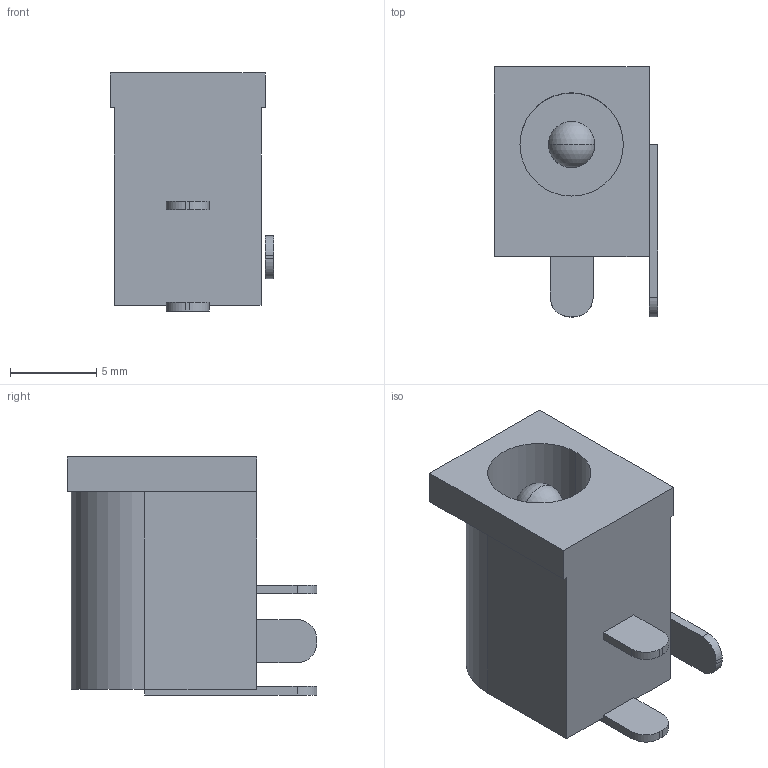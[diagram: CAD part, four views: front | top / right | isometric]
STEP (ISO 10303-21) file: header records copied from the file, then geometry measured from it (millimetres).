
FILE_DESCRIPTION (( 'STEP AP214' ), '1' );
FILE_NAME ('84BD597C-33EF-47EE-9504-9C442708C77E.STEP', '2007-12-10T14:24:16', ( 'sysAdmin' ), ( 'SolidWorks' ), 'SwSTEP 2.0', 'SolidWorks 2008', '' );
FILE_SCHEMA (( 'AUTOMOTIVE_DESIGN' ));
Length unit declared in the file: millimetre
Products named in the file (1): 84BD597C-33EF-47EE-9504-9C442708C77E
Bounding box: 9.51 x 14.5 x 13.83 mm (x, y, z)
Volume: 943.3 mm3; surface area: 1057.7 mm2
Topology: 2 solids, 2 shells, 40 faces, 98 edges, 65 vertices
Faces by surface type: plane 27, cylinder 11, sphere 2
Entity records: 1650 total; most frequent: DIRECTION 204, CARTESIAN_POINT 204, ORIENTED_EDGE 196, EDGE_CURVE 98, VECTOR 74, LINE 74, VERTEX_POINT 65, AXIS2_PLACEMENT_3D 65
